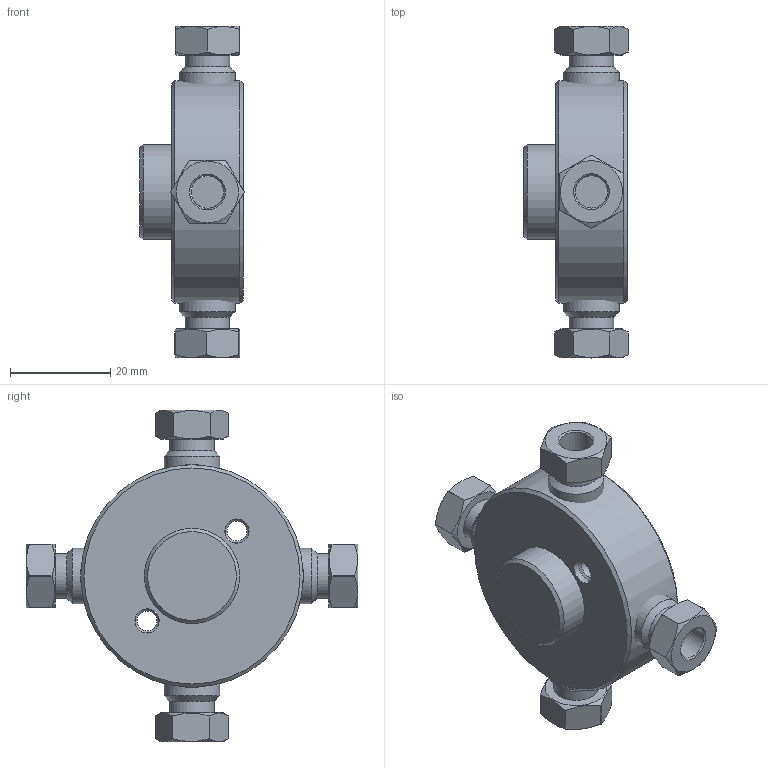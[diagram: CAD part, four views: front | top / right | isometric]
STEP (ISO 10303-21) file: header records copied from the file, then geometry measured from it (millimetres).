
FILE_DESCRIPTION((''),'2;1');
FILE_NAME('305032-ZX4 Cross.stp','2013-08-21T14:13:25',('Franzp'),(''),'Autodesk Inventor 2013','Autodesk Inventor 2013','');
FILE_SCHEMA(('AUTOMOTIVE_DESIGN { 1 0 10303 214 1 1 1 1 }'));
Length unit declared in the file: millimetre
Products named in the file (1): 305032_Shrinkwrap_1
Bounding box: 20.82 x 66.31 x 66.31 mm (x, y, z)
Surface area: 9856.2 mm2 (no closed solid volume)
Topology: 0 solids, 15 shells, 82 faces, 275 edges, 183 vertices
Faces by surface type: plane 39, cone 23, cylinder 20
Full cylindrical faces by diameter (mm): 3.962 x2, 4.82 x4, 6.55 x4, 8.89 x4, 11.113 x4, 19.02 x1, 44.45 x1
Entity records: 2909 total; most frequent: CARTESIAN_POINT 709, DIRECTION 444, ORIENTED_EDGE 306, EDGE_CURVE 219, AXIS2_PLACEMENT_3D 198, VERTEX_POINT 171, EDGE_LOOP 142, CIRCLE 115
